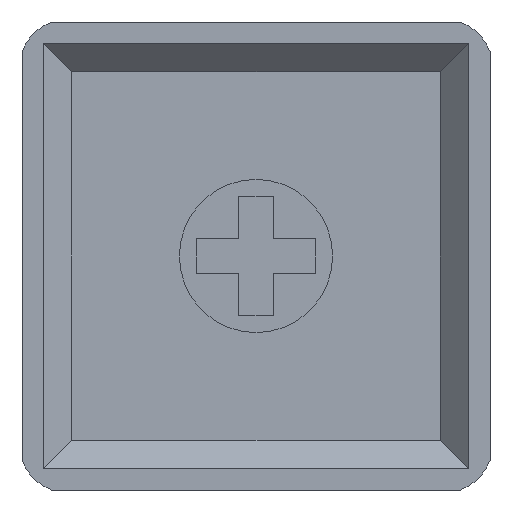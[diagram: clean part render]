
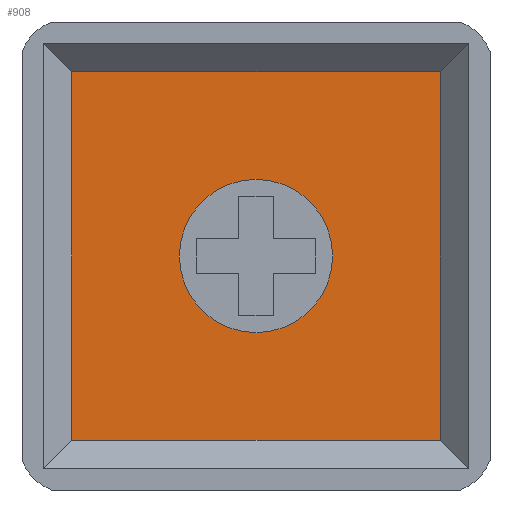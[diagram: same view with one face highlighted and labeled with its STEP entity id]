
A CAD part, front view. The second image highlights one B-rep face of the part: STEP entity #908.
In plain terms, the highlighted planar face has unit normal (0, -1, 0).
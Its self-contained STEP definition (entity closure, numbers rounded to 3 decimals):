
#17=FACE_BOUND('',#331,.T.);
#28=PLANE('',#965);
#72=CIRCLE('',#966,2.7);
#106=LINE('',#1823,#181);
#107=LINE('',#1826,#182);
#109=LINE('',#1830,#184);
#110=LINE('',#1831,#185);
#181=VECTOR('',#1089,10.);
#182=VECTOR('',#1092,10.);
#184=VECTOR('',#1096,10.);
#185=VECTOR('',#1097,10.);
#275=FACE_OUTER_BOUND('',#330,.T.);
#330=EDGE_LOOP('',(#775,#776,#777,#778));
#331=EDGE_LOOP('',(#779));
#444=VERTEX_POINT('',#1819);
#445=VERTEX_POINT('',#1821);
#446=VERTEX_POINT('',#1825);
#447=VERTEX_POINT('',#1829);
#448=VERTEX_POINT('',#1832);
#562=EDGE_CURVE('',#445,#444,#106,.T.);
#563=EDGE_CURVE('',#444,#446,#107,.T.);
#565=EDGE_CURVE('',#447,#445,#109,.T.);
#566=EDGE_CURVE('',#446,#447,#110,.T.);
#567=EDGE_CURVE('',#448,#448,#72,.T.);
#775=ORIENTED_EDGE('',*,*,#562,.F.);
#776=ORIENTED_EDGE('',*,*,#565,.F.);
#777=ORIENTED_EDGE('',*,*,#566,.F.);
#778=ORIENTED_EDGE('',*,*,#563,.F.);
#779=ORIENTED_EDGE('',*,*,#567,.F.);
#908=ADVANCED_FACE('',(#275,#17),#28,.F.);
#965=AXIS2_PLACEMENT_3D('',#1828,#1094,#1095);
#966=AXIS2_PLACEMENT_3D('',#1833,#1098,#1099);
#1089=DIRECTION('',(1.,0.,0.));
#1092=DIRECTION('',(0.,0.,-1.));
#1094=DIRECTION('center_axis',(0.,1.,0.));
#1095=DIRECTION('ref_axis',(-1.,0.,0.));
#1096=DIRECTION('',(0.,0.,1.));
#1097=DIRECTION('',(-1.,0.,0.));
#1098=DIRECTION('center_axis',(0.,-1.,0.));
#1099=DIRECTION('ref_axis',(1.,0.,0.));
#1819=CARTESIAN_POINT('',(6.5,2.3,6.5));
#1821=CARTESIAN_POINT('',(-6.5,2.3,6.5));
#1823=CARTESIAN_POINT('',(-3.75,2.3,6.5));
#1825=CARTESIAN_POINT('',(6.5,2.3,-6.5));
#1826=CARTESIAN_POINT('',(6.5,2.3,3.75));
#1828=CARTESIAN_POINT('Origin',(0.,2.3,0.));
#1829=CARTESIAN_POINT('',(-6.5,2.3,-6.5));
#1830=CARTESIAN_POINT('',(-6.5,2.3,-3.75));
#1831=CARTESIAN_POINT('',(3.75,2.3,-6.5));
#1832=CARTESIAN_POINT('',(-2.7,2.3,0.));
#1833=CARTESIAN_POINT('Origin',(0.,2.3,0.));
